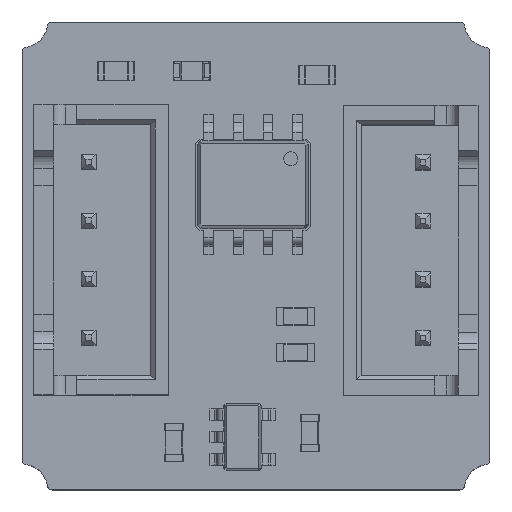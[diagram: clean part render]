
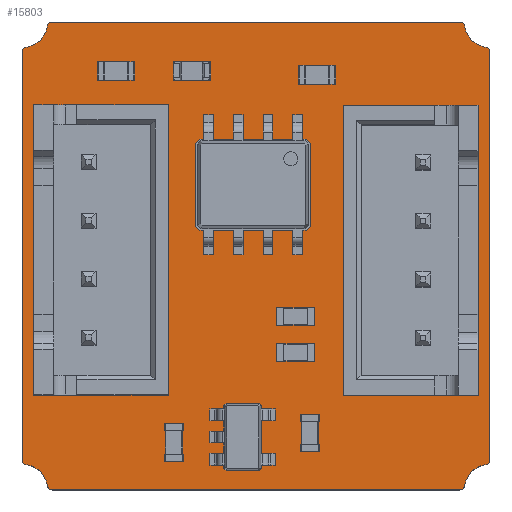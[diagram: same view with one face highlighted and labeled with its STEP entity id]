
A CAD part, top view. The second image highlights one B-rep face of the part: STEP entity #15803.
In plain terms, the highlighted planar face has unit normal (0, 0, 1).
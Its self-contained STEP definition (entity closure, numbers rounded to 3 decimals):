
#15493 = VERTEX_POINT('',#15494);
#15494 = CARTESIAN_POINT('',(165.325,-78.39,1.6));
#15500 = EDGE_CURVE('',#15493,#15501,#15503,.T.);
#15501 = VERTEX_POINT('',#15502);
#15502 = CARTESIAN_POINT('',(165.523,-78.559,1.6));
#15503 = CIRCLE('',#15504,0.2);
#15504 = AXIS2_PLACEMENT_3D('',#15505,#15506,#15507);
#15505 = CARTESIAN_POINT('',(165.325,-78.59,1.6));
#15506 = DIRECTION('',(0.,0.,-1.));
#15507 = DIRECTION('',(0.,1.,0.));
#15535 = VERTEX_POINT('',#15536);
#15536 = CARTESIAN_POINT('',(147.895,-78.39,1.6));
#15542 = EDGE_CURVE('',#15535,#15493,#15543,.T.);
#15543 = LINE('',#15544,#15545);
#15544 = CARTESIAN_POINT('',(147.895,-78.39,1.6));
#15545 = VECTOR('',#15546,1.);
#15546 = DIRECTION('',(1.,0.,0.));
#15564 = EDGE_CURVE('',#15501,#15565,#15567,.T.);
#15565 = VERTEX_POINT('',#15566);
#15566 = CARTESIAN_POINT('',(166.441,-79.477,1.6));
#15567 = CIRCLE('',#15568,1.1);
#15568 = AXIS2_PLACEMENT_3D('',#15569,#15570,#15571);
#15569 = CARTESIAN_POINT('',(166.61,-78.39,1.6));
#15570 = DIRECTION('',(0.,0.,1.));
#15571 = DIRECTION('',(-0.988,-0.154,0.));
#15803 = ADVANCED_FACE('',(#15804,#15921,#15932,#15943,#15954,#15965,
    #15976,#15987,#15998),#16009,.F.);
#15804 = FACE_BOUND('',#15805,.F.);
#15805 = EDGE_LOOP('',(#15806,#15807,#15808,#15817,#15825,#15834,#15843,
    #15852,#15860,#15869,#15878,#15887,#15895,#15904,#15913,#15920));
#15806 = ORIENTED_EDGE('',*,*,#15500,.T.);
#15807 = ORIENTED_EDGE('',*,*,#15564,.T.);
#15808 = ORIENTED_EDGE('',*,*,#15809,.T.);
#15809 = EDGE_CURVE('',#15565,#15810,#15812,.T.);
#15810 = VERTEX_POINT('',#15811);
#15811 = CARTESIAN_POINT('',(166.61,-79.675,1.6));
#15812 = CIRCLE('',#15813,0.2);
#15813 = AXIS2_PLACEMENT_3D('',#15814,#15815,#15816);
#15814 = CARTESIAN_POINT('',(166.41,-79.675,1.6));
#15815 = DIRECTION('',(0.,0.,-1.));
#15816 = DIRECTION('',(0.154,0.988,0.));
#15817 = ORIENTED_EDGE('',*,*,#15818,.T.);
#15818 = EDGE_CURVE('',#15810,#15819,#15821,.T.);
#15819 = VERTEX_POINT('',#15820);
#15820 = CARTESIAN_POINT('',(166.61,-97.105,1.6));
#15821 = LINE('',#15822,#15823);
#15822 = CARTESIAN_POINT('',(166.61,-79.675,1.6));
#15823 = VECTOR('',#15824,1.);
#15824 = DIRECTION('',(0.,-1.,0.));
#15825 = ORIENTED_EDGE('',*,*,#15826,.T.);
#15826 = EDGE_CURVE('',#15819,#15827,#15829,.T.);
#15827 = VERTEX_POINT('',#15828);
#15828 = CARTESIAN_POINT('',(166.441,-97.303,1.6));
#15829 = CIRCLE('',#15830,0.2);
#15830 = AXIS2_PLACEMENT_3D('',#15831,#15832,#15833);
#15831 = CARTESIAN_POINT('',(166.41,-97.106,1.6));
#15832 = DIRECTION('',(0.,0.,-1.));
#15833 = DIRECTION('',(1.,0.,0.));
#15834 = ORIENTED_EDGE('',*,*,#15835,.T.);
#15835 = EDGE_CURVE('',#15827,#15836,#15838,.T.);
#15836 = VERTEX_POINT('',#15837);
#15837 = CARTESIAN_POINT('',(165.523,-98.221,1.6));
#15838 = CIRCLE('',#15839,1.1);
#15839 = AXIS2_PLACEMENT_3D('',#15840,#15841,#15842);
#15840 = CARTESIAN_POINT('',(166.61,-98.39,1.6));
#15841 = DIRECTION('',(0.,0.,1.));
#15842 = DIRECTION('',(-0.154,0.988,0.));
#15843 = ORIENTED_EDGE('',*,*,#15844,.T.);
#15844 = EDGE_CURVE('',#15836,#15845,#15847,.T.);
#15845 = VERTEX_POINT('',#15846);
#15846 = CARTESIAN_POINT('',(165.325,-98.39,1.6));
#15847 = CIRCLE('',#15848,0.2);
#15848 = AXIS2_PLACEMENT_3D('',#15849,#15850,#15851);
#15849 = CARTESIAN_POINT('',(165.326,-98.19,1.6));
#15850 = DIRECTION('',(0.,0.,-1.));
#15851 = DIRECTION('',(0.988,-0.154,0.));
#15852 = ORIENTED_EDGE('',*,*,#15853,.T.);
#15853 = EDGE_CURVE('',#15845,#15854,#15856,.T.);
#15854 = VERTEX_POINT('',#15855);
#15855 = CARTESIAN_POINT('',(147.895,-98.39,1.6));
#15856 = LINE('',#15857,#15858);
#15857 = CARTESIAN_POINT('',(165.325,-98.39,1.6));
#15858 = VECTOR('',#15859,1.);
#15859 = DIRECTION('',(-1.,0.,0.));
#15860 = ORIENTED_EDGE('',*,*,#15861,.T.);
#15861 = EDGE_CURVE('',#15854,#15862,#15864,.T.);
#15862 = VERTEX_POINT('',#15863);
#15863 = CARTESIAN_POINT('',(147.697,-98.221,1.6));
#15864 = CIRCLE('',#15865,0.2);
#15865 = AXIS2_PLACEMENT_3D('',#15866,#15867,#15868);
#15866 = CARTESIAN_POINT('',(147.894,-98.19,1.6));
#15867 = DIRECTION('',(0.,0.,-1.));
#15868 = DIRECTION('',(0.,-1.,0.));
#15869 = ORIENTED_EDGE('',*,*,#15870,.T.);
#15870 = EDGE_CURVE('',#15862,#15871,#15873,.T.);
#15871 = VERTEX_POINT('',#15872);
#15872 = CARTESIAN_POINT('',(146.779,-97.303,1.6));
#15873 = CIRCLE('',#15874,1.1);
#15874 = AXIS2_PLACEMENT_3D('',#15875,#15876,#15877);
#15875 = CARTESIAN_POINT('',(146.61,-98.39,1.6));
#15876 = DIRECTION('',(0.,0.,1.));
#15877 = DIRECTION('',(0.988,0.154,-0.));
#15878 = ORIENTED_EDGE('',*,*,#15879,.T.);
#15879 = EDGE_CURVE('',#15871,#15880,#15882,.T.);
#15880 = VERTEX_POINT('',#15881);
#15881 = CARTESIAN_POINT('',(146.61,-97.105,1.6));
#15882 = CIRCLE('',#15883,0.2);
#15883 = AXIS2_PLACEMENT_3D('',#15884,#15885,#15886);
#15884 = CARTESIAN_POINT('',(146.81,-97.106,1.6));
#15885 = DIRECTION('',(0.,0.,-1.));
#15886 = DIRECTION('',(-0.154,-0.988,-0.));
#15887 = ORIENTED_EDGE('',*,*,#15888,.T.);
#15888 = EDGE_CURVE('',#15880,#15889,#15891,.T.);
#15889 = VERTEX_POINT('',#15890);
#15890 = CARTESIAN_POINT('',(146.61,-79.675,1.6));
#15891 = LINE('',#15892,#15893);
#15892 = CARTESIAN_POINT('',(146.61,-97.105,1.6));
#15893 = VECTOR('',#15894,1.);
#15894 = DIRECTION('',(0.,1.,0.));
#15895 = ORIENTED_EDGE('',*,*,#15896,.T.);
#15896 = EDGE_CURVE('',#15889,#15897,#15899,.T.);
#15897 = VERTEX_POINT('',#15898);
#15898 = CARTESIAN_POINT('',(146.779,-79.477,1.6));
#15899 = CIRCLE('',#15900,0.2);
#15900 = AXIS2_PLACEMENT_3D('',#15901,#15902,#15903);
#15901 = CARTESIAN_POINT('',(146.81,-79.675,1.6));
#15902 = DIRECTION('',(0.,0.,-1.));
#15903 = DIRECTION('',(-1.,0.,-0.));
#15904 = ORIENTED_EDGE('',*,*,#15905,.T.);
#15905 = EDGE_CURVE('',#15897,#15906,#15908,.T.);
#15906 = VERTEX_POINT('',#15907);
#15907 = CARTESIAN_POINT('',(147.697,-78.559,1.6));
#15908 = CIRCLE('',#15909,1.1);
#15909 = AXIS2_PLACEMENT_3D('',#15910,#15911,#15912);
#15910 = CARTESIAN_POINT('',(146.61,-78.39,1.6));
#15911 = DIRECTION('',(0.,0.,1.));
#15912 = DIRECTION('',(0.154,-0.988,0.));
#15913 = ORIENTED_EDGE('',*,*,#15914,.T.);
#15914 = EDGE_CURVE('',#15906,#15535,#15915,.T.);
#15915 = CIRCLE('',#15916,0.2);
#15916 = AXIS2_PLACEMENT_3D('',#15917,#15918,#15919);
#15917 = CARTESIAN_POINT('',(147.895,-78.59,1.6));
#15918 = DIRECTION('',(0.,0.,-1.));
#15919 = DIRECTION('',(-0.988,0.154,0.));
#15920 = ORIENTED_EDGE('',*,*,#15542,.T.);
#15921 = FACE_BOUND('',#15922,.F.);
#15922 = EDGE_LOOP('',(#15923));
#15923 = ORIENTED_EDGE('',*,*,#15924,.F.);
#15924 = EDGE_CURVE('',#15925,#15925,#15927,.T.);
#15925 = VERTEX_POINT('',#15926);
#15926 = CARTESIAN_POINT('',(163.75,-92.375,1.6));
#15927 = CIRCLE('',#15928,0.475);
#15928 = AXIS2_PLACEMENT_3D('',#15929,#15930,#15931);
#15929 = CARTESIAN_POINT('',(163.75,-91.9,1.6));
#15930 = DIRECTION('',(-0.,0.,-1.));
#15931 = DIRECTION('',(-0.,-1.,0.));
#15932 = FACE_BOUND('',#15933,.F.);
#15933 = EDGE_LOOP('',(#15934));
#15934 = ORIENTED_EDGE('',*,*,#15935,.F.);
#15935 = EDGE_CURVE('',#15936,#15936,#15938,.T.);
#15936 = VERTEX_POINT('',#15937);
#15937 = CARTESIAN_POINT('',(163.75,-89.875,1.6));
#15938 = CIRCLE('',#15939,0.475);
#15939 = AXIS2_PLACEMENT_3D('',#15940,#15941,#15942);
#15940 = CARTESIAN_POINT('',(163.75,-89.4,1.6));
#15941 = DIRECTION('',(-0.,0.,-1.));
#15942 = DIRECTION('',(-0.,-1.,0.));
#15943 = FACE_BOUND('',#15944,.F.);
#15944 = EDGE_LOOP('',(#15945));
#15945 = ORIENTED_EDGE('',*,*,#15946,.F.);
#15946 = EDGE_CURVE('',#15947,#15947,#15949,.T.);
#15947 = VERTEX_POINT('',#15948);
#15948 = CARTESIAN_POINT('',(149.455,-92.365,1.6));
#15949 = CIRCLE('',#15950,0.475);
#15950 = AXIS2_PLACEMENT_3D('',#15951,#15952,#15953);
#15951 = CARTESIAN_POINT('',(149.455,-91.89,1.6));
#15952 = DIRECTION('',(-0.,0.,-1.));
#15953 = DIRECTION('',(0.,-1.,-0.));
#15954 = FACE_BOUND('',#15955,.F.);
#15955 = EDGE_LOOP('',(#15956));
#15956 = ORIENTED_EDGE('',*,*,#15957,.F.);
#15957 = EDGE_CURVE('',#15958,#15958,#15960,.T.);
#15958 = VERTEX_POINT('',#15959);
#15959 = CARTESIAN_POINT('',(149.455,-89.865,1.6));
#15960 = CIRCLE('',#15961,0.475);
#15961 = AXIS2_PLACEMENT_3D('',#15962,#15963,#15964);
#15962 = CARTESIAN_POINT('',(149.455,-89.39,1.6));
#15963 = DIRECTION('',(-0.,0.,-1.));
#15964 = DIRECTION('',(0.,-1.,-0.));
#15965 = FACE_BOUND('',#15966,.F.);
#15966 = EDGE_LOOP('',(#15967));
#15967 = ORIENTED_EDGE('',*,*,#15968,.F.);
#15968 = EDGE_CURVE('',#15969,#15969,#15971,.T.);
#15969 = VERTEX_POINT('',#15970);
#15970 = CARTESIAN_POINT('',(163.75,-87.375,1.6));
#15971 = CIRCLE('',#15972,0.475);
#15972 = AXIS2_PLACEMENT_3D('',#15973,#15974,#15975);
#15973 = CARTESIAN_POINT('',(163.75,-86.9,1.6));
#15974 = DIRECTION('',(-0.,0.,-1.));
#15975 = DIRECTION('',(-0.,-1.,0.));
#15976 = FACE_BOUND('',#15977,.F.);
#15977 = EDGE_LOOP('',(#15978));
#15978 = ORIENTED_EDGE('',*,*,#15979,.F.);
#15979 = EDGE_CURVE('',#15980,#15980,#15982,.T.);
#15980 = VERTEX_POINT('',#15981);
#15981 = CARTESIAN_POINT('',(163.75,-84.875,1.6));
#15982 = CIRCLE('',#15983,0.475);
#15983 = AXIS2_PLACEMENT_3D('',#15984,#15985,#15986);
#15984 = CARTESIAN_POINT('',(163.75,-84.4,1.6));
#15985 = DIRECTION('',(-0.,0.,-1.));
#15986 = DIRECTION('',(-0.,-1.,0.));
#15987 = FACE_BOUND('',#15988,.F.);
#15988 = EDGE_LOOP('',(#15989));
#15989 = ORIENTED_EDGE('',*,*,#15990,.F.);
#15990 = EDGE_CURVE('',#15991,#15991,#15993,.T.);
#15991 = VERTEX_POINT('',#15992);
#15992 = CARTESIAN_POINT('',(149.455,-87.365,1.6));
#15993 = CIRCLE('',#15994,0.475);
#15994 = AXIS2_PLACEMENT_3D('',#15995,#15996,#15997);
#15995 = CARTESIAN_POINT('',(149.455,-86.89,1.6));
#15996 = DIRECTION('',(-0.,0.,-1.));
#15997 = DIRECTION('',(0.,-1.,-0.));
#15998 = FACE_BOUND('',#15999,.F.);
#15999 = EDGE_LOOP('',(#16000));
#16000 = ORIENTED_EDGE('',*,*,#16001,.F.);
#16001 = EDGE_CURVE('',#16002,#16002,#16004,.T.);
#16002 = VERTEX_POINT('',#16003);
#16003 = CARTESIAN_POINT('',(149.455,-84.865,1.6));
#16004 = CIRCLE('',#16005,0.475);
#16005 = AXIS2_PLACEMENT_3D('',#16006,#16007,#16008);
#16006 = CARTESIAN_POINT('',(149.455,-84.39,1.6));
#16007 = DIRECTION('',(-0.,0.,-1.));
#16008 = DIRECTION('',(0.,-1.,-0.));
#16009 = PLANE('',#16010);
#16010 = AXIS2_PLACEMENT_3D('',#16011,#16012,#16013);
#16011 = CARTESIAN_POINT('',(156.61,-88.39,1.6));
#16012 = DIRECTION('',(-0.,-0.,-1.));
#16013 = DIRECTION('',(-1.,0.,0.));
